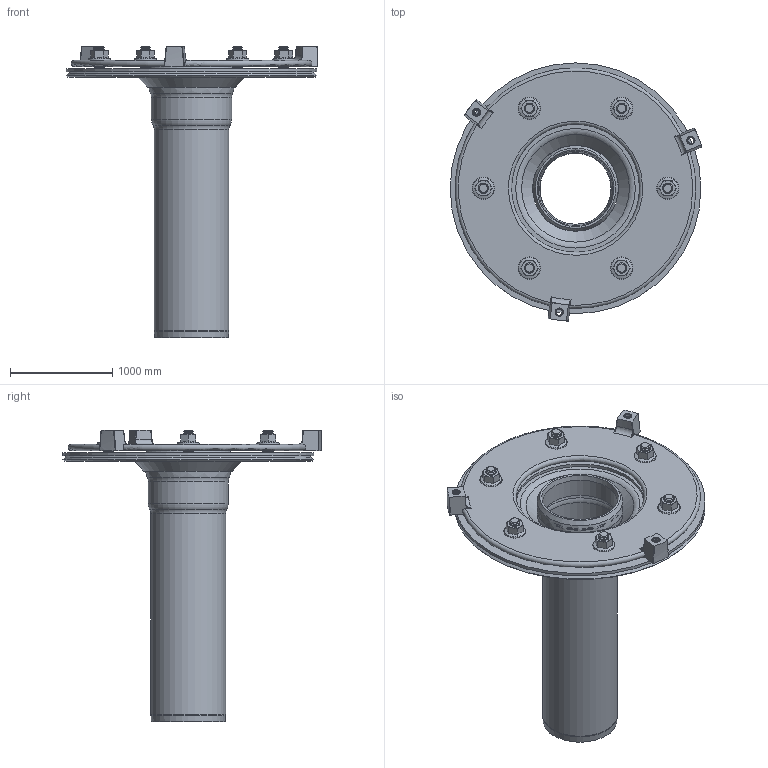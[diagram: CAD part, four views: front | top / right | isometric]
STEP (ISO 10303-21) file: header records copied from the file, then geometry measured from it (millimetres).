
FILE_DESCRIPTION(/* description */ (''),/* implementation_level */ '2;1');
FILE_NAME(/* name */ '21908.070X_3D.stp',/* time_stamp */ '2024-12-12T08:46:58+01:00',/* author */ ('CAD'),/* organization */ (''),/* preprocessor_version */ 'ST-DEVELOPER v20',/* originating_system */ 'AutoCAD Mechanical',/* authorisation */ '');
FILE_SCHEMA (('AUTOMOTIVE_DESIGN { 1 0 10303 214 3 1 1 }'));
Length unit declared in the file: centimetre
Products named in the file (2): Product; *S0
Assembly tree (1 placements, depth 2):
  Product
    *S0
Bounding box: 2459.29 x 2522.85 x 2850 mm (x, y, z)
Volume: 489641041.4 mm3; surface area: 38719007.7 mm2
Topology: 20 solids, 20 shells, 507 faces, 1096 edges, 633 vertices
Faces by surface type: cone 289, plane 95, cylinder 57, bspline 37, torus 29
Full cylindrical faces by diameter (mm): 70 x6, 80 x12, 83.76 x6, 130 x6, 160 x6, 706 x1, 730 x2, 760 x1, 784 x1, 800 x2, 809.19 x1, 810 x1, 834 x1, 1250 x1, 2450 x1
Entity records: 16088 total; most frequent: CARTESIAN_POINT 5032, DIRECTION 2402, ORIENTED_EDGE 2180, EDGE_CURVE 1090, AXIS2_PLACEMENT_3D 1019, VERTEX_POINT 633, EDGE_LOOP 575, CIRCLE 528
